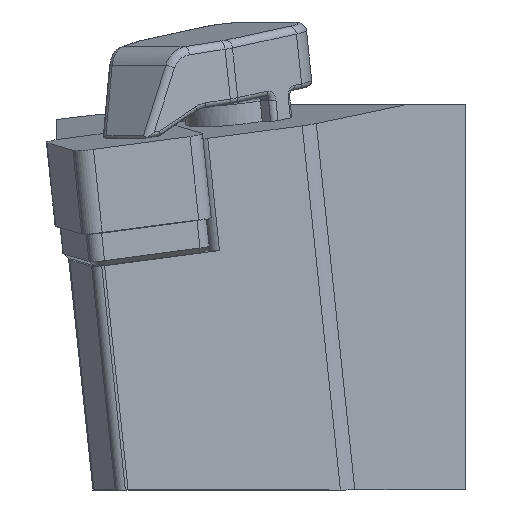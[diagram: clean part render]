
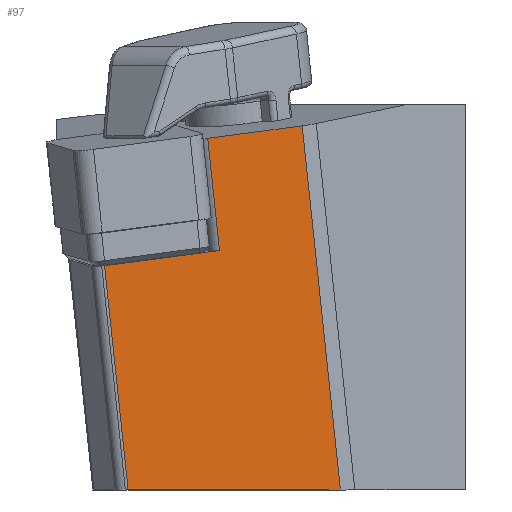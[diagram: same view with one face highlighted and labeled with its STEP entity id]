
A CAD part, left-side view. The second image highlights one B-rep face of the part: STEP entity #97.
In plain terms, the highlighted planar face has unit normal (-0.963, -0.258, -0.075).
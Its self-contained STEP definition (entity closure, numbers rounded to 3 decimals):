
#97 = ADVANCED_FACE ( 'NONE', ( #6712 ), #4134, .F. ) ;
#182 = ORIENTED_EDGE ( 'NONE', *, *, #3571, .F. ) ;
#369 = EDGE_CURVE ( 'NONE', #915, #6652, #606, .T. ) ;
#399 = CARTESIAN_POINT ( 'NONE',  ( 9.403, 2.963, 4.081 ) ) ;
#531 = LINE ( 'NONE', #5292, #625 ) ;
#601 = CARTESIAN_POINT ( 'NONE',  ( 3.884, 24.382, 1.246 ) ) ;
#606 = LINE ( 'NONE', #6483, #7097 ) ;
#625 = VECTOR ( 'NONE', #7744, 1000. ) ;
#835 = LINE ( 'NONE', #6007, #1330 ) ;
#915 = VERTEX_POINT ( 'NONE', #7168 ) ;
#1330 = VECTOR ( 'NONE', #3331, 1000. ) ;
#1657 = DIRECTION ( 'NONE',  ( 0.963, 0.258, 0.075 ) ) ;
#2127 = CARTESIAN_POINT ( 'NONE',  ( 5.005, 23.267, -9.361 ) ) ;
#2319 = CARTESIAN_POINT ( 'NONE',  ( -21.828, 43.315, 267.485 ) ) ;
#2506 = VERTEX_POINT ( 'NONE', #2127 ) ;
#2512 = VERTEX_POINT ( 'NONE', #601 ) ;
#2939 = ORIENTED_EDGE ( 'NONE', *, *, #3135, .F. ) ;
#2950 = LINE ( 'NONE', #7193, #5003 ) ;
#3135 = EDGE_CURVE ( 'NONE', #2512, #915, #3649, .T. ) ;
#3140 = EDGE_CURVE ( 'NONE', #5818, #2506, #2950, .T. ) ;
#3195 = AXIS2_PLACEMENT_3D ( 'NONE', #2319, #1657, #4220 ) ;
#3230 = VERTEX_POINT ( 'NONE', #4345 ) ;
#3331 = DIRECTION ( 'NONE',  ( -0.259, 0.966, 0. ) ) ;
#3401 = EDGE_CURVE ( 'NONE', #5818, #3230, #4004, .T. ) ;
#3571 = EDGE_CURVE ( 'NONE', #2506, #2512, #531, .T. ) ;
#3649 = LINE ( 'NONE', #399, #6934 ) ;
#3924 = EDGE_LOOP ( 'NONE', ( #7737, #4339, #5084, #5327, #2939, #182 ) ) ;
#4004 = LINE ( 'NONE', #7641, #5588 ) ;
#4134 = PLANE ( 'NONE',  #3195 ) ;
#4220 = DIRECTION ( 'NONE',  ( 0.259, -0.966, 0. ) ) ;
#4339 = ORIENTED_EDGE ( 'NONE', *, *, #3401, .T. ) ;
#4345 = CARTESIAN_POINT ( 'NONE',  ( 4.444, 31.912, -32. ) ) ;
#4392 = CARTESIAN_POINT ( 'NONE',  ( 9.822, 11.838, -32. ) ) ;
#4554 = DIRECTION ( 'NONE',  ( 0.105, -0.104, -0.989 ) ) ;
#5003 = VECTOR ( 'NONE', #7859, 1000. ) ;
#5084 = ORIENTED_EDGE ( 'NONE', *, *, #5239, .F. ) ;
#5227 = DIRECTION ( 'NONE',  ( 0.105, -0.104, -0.989 ) ) ;
#5239 = EDGE_CURVE ( 'NONE', #6652, #3230, #835, .T. ) ;
#5292 = CARTESIAN_POINT ( 'NONE',  ( 3.35, 24.913, 6.302 ) ) ;
#5327 = ORIENTED_EDGE ( 'NONE', *, *, #369, .F. ) ;
#5588 = VECTOR ( 'NONE', #4554, 1000. ) ;
#5818 = VERTEX_POINT ( 'NONE', #8106 ) ;
#5948 = DIRECTION ( 'NONE',  ( 0.247, -0.961, 0.127 ) ) ;
#6007 = CARTESIAN_POINT ( 'NONE',  ( 12.124, 3.248, -32. ) ) ;
#6483 = CARTESIAN_POINT ( 'NONE',  ( -21.828, 43.315, 267.485 ) ) ;
#6652 = VERTEX_POINT ( 'NONE', #4392 ) ;
#6712 = FACE_OUTER_BOUND ( 'NONE', #3924, .T. ) ;
#6934 = VECTOR ( 'NONE', #5948, 1000. ) ;
#7097 = VECTOR ( 'NONE', #5227, 1000. ) ;
#7168 = CARTESIAN_POINT ( 'NONE',  ( 6.184, 15.456, 2.427 ) ) ;
#7193 = CARTESIAN_POINT ( 'NONE',  ( 7.305, 14.341, -8.179 ) ) ;
#7641 = CARTESIAN_POINT ( 'NONE',  ( -26.93, 63.114, 264.865 ) ) ;
#7737 = ORIENTED_EDGE ( 'NONE', *, *, #3140, .F. ) ;
#7744 = DIRECTION ( 'NONE',  ( -0.105, 0.104, 0.989 ) ) ;
#7859 = DIRECTION ( 'NONE',  ( 0.247, -0.961, 0.127 ) ) ;
#8106 = CARTESIAN_POINT ( 'NONE',  ( 2.203, 34.141, -10.8 ) ) ;
